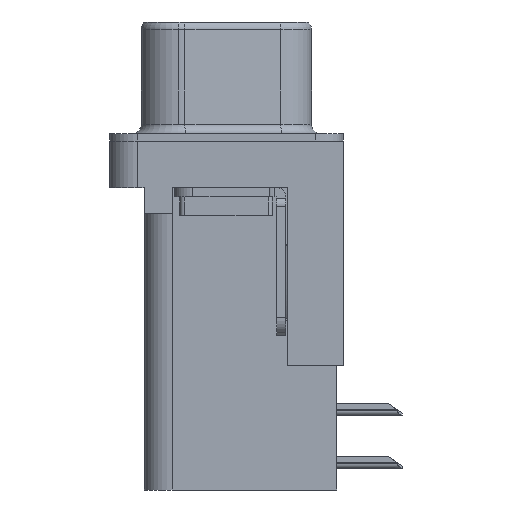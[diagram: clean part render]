
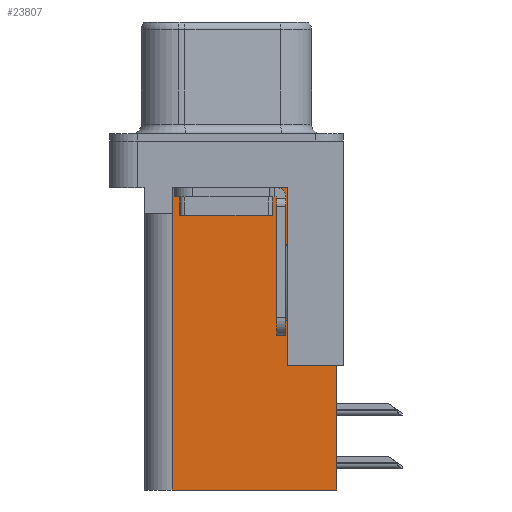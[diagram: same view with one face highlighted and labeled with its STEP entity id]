
A CAD part, left-side view. The second image highlights one B-rep face of the part: STEP entity #23807.
In plain terms, the highlighted planar face has unit normal (-1, 0, 0).
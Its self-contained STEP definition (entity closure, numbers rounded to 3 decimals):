
#74 = CARTESIAN_POINT ( 'NONE',  ( 3.79, -3.295, -2.5 ) ) ;
#135 = DIRECTION ( 'NONE',  ( 0., 1., 0. ) ) ;
#563 = CARTESIAN_POINT ( 'NONE',  ( 3.79, 2.895, -3.9 ) ) ;
#577 = VERTEX_POINT ( 'NONE', #12459 ) ;
#775 = CARTESIAN_POINT ( 'NONE',  ( 3.79, 2.925, -18.76 ) ) ;
#778 = VERTEX_POINT ( 'NONE', #15565 ) ;
#856 = DIRECTION ( 'NONE',  ( 0., 0., -1. ) ) ;
#2240 = VERTEX_POINT ( 'NONE', #3419 ) ;
#3333 = VECTOR ( 'NONE', #8149, 1000. ) ;
#3419 = CARTESIAN_POINT ( 'NONE',  ( 3.79, 2.925, -3.9 ) ) ;
#4102 = EDGE_CURVE ( 'NONE', #16169, #25476, #20441, .T. ) ;
#4212 = VECTOR ( 'NONE', #6333, 1000. ) ;
#4614 = EDGE_CURVE ( 'NONE', #20749, #2240, #6097, .T. ) ;
#4944 = ORIENTED_EDGE ( 'NONE', *, *, #6213, .T. ) ;
#4982 = LINE ( 'NONE', #6909, #15172 ) ;
#5677 = LINE ( 'NONE', #8846, #21947 ) ;
#6097 = LINE ( 'NONE', #14054, #10200 ) ;
#6213 = EDGE_CURVE ( 'NONE', #577, #20749, #5677, .T. ) ;
#6333 = DIRECTION ( 'NONE',  ( 0., 0., 1. ) ) ;
#6499 = EDGE_CURVE ( 'NONE', #9830, #2240, #10099, .T. ) ;
#6909 = CARTESIAN_POINT ( 'NONE',  ( 3.79, -3.295, -18.76 ) ) ;
#6943 = CARTESIAN_POINT ( 'NONE',  ( 3.79, -5.925, -12.05 ) ) ;
#7646 = DIRECTION ( 'NONE',  ( 0., 0., -1. ) ) ;
#8149 = DIRECTION ( 'NONE',  ( 0., 1., 0. ) ) ;
#8631 = CARTESIAN_POINT ( 'NONE',  ( 3.79, -3.295, -2.5 ) ) ;
#8753 = EDGE_LOOP ( 'NONE', ( #23403, #4944, #10402, #18892, #15600, #13616, #16700, #24360 ) ) ;
#8846 = CARTESIAN_POINT ( 'NONE',  ( 3.79, 2.895, -3.9 ) ) ;
#9830 = VERTEX_POINT ( 'NONE', #775 ) ;
#9893 = CARTESIAN_POINT ( 'NONE',  ( 3.79, -3.295, -12.05 ) ) ;
#10099 = LINE ( 'NONE', #14749, #26511 ) ;
#10200 = VECTOR ( 'NONE', #19725, 1000. ) ;
#10402 = ORIENTED_EDGE ( 'NONE', *, *, #4614, .T. ) ;
#12302 = DIRECTION ( 'NONE',  ( 1., 0., 0. ) ) ;
#12459 = CARTESIAN_POINT ( 'NONE',  ( 3.79, 2.895, -2.5 ) ) ;
#12595 = CARTESIAN_POINT ( 'NONE',  ( 3.79, -6.295, -12.05 ) ) ;
#13557 = EDGE_CURVE ( 'NONE', #25476, #577, #14181, .T. ) ;
#13616 = ORIENTED_EDGE ( 'NONE', *, *, #22034, .F. ) ;
#14054 = CARTESIAN_POINT ( 'NONE',  ( 3.79, 0., -3.9 ) ) ;
#14181 = LINE ( 'NONE', #74, #3333 ) ;
#14749 = CARTESIAN_POINT ( 'NONE',  ( 3.79, 2.925, -18.76 ) ) ;
#14993 = DIRECTION ( 'NONE',  ( 0., 0., 1. ) ) ;
#15172 = VECTOR ( 'NONE', #23254, 1000. ) ;
#15456 = VECTOR ( 'NONE', #856, 1000. ) ;
#15565 = CARTESIAN_POINT ( 'NONE',  ( 3.79, -5.925, -18.76 ) ) ;
#15600 = ORIENTED_EDGE ( 'NONE', *, *, #21519, .F. ) ;
#16169 = VERTEX_POINT ( 'NONE', #9893 ) ;
#16324 = CARTESIAN_POINT ( 'NONE',  ( 3.79, -3.295, -18.76 ) ) ;
#16540 = VERTEX_POINT ( 'NONE', #6943 ) ;
#16654 = VECTOR ( 'NONE', #25113, 1000. ) ;
#16700 = ORIENTED_EDGE ( 'NONE', *, *, #23448, .T. ) ;
#17281 = LINE ( 'NONE', #12595, #16654 ) ;
#18892 = ORIENTED_EDGE ( 'NONE', *, *, #6499, .F. ) ;
#19725 = DIRECTION ( 'NONE',  ( 0., 1., 0. ) ) ;
#19972 = AXIS2_PLACEMENT_3D ( 'NONE', #16324, #12302, #135 ) ;
#20441 = LINE ( 'NONE', #24996, #4212 ) ;
#20749 = VERTEX_POINT ( 'NONE', #563 ) ;
#21519 = EDGE_CURVE ( 'NONE', #778, #9830, #4982, .T. ) ;
#21520 = LINE ( 'NONE', #25355, #15456 ) ;
#21947 = VECTOR ( 'NONE', #7646, 1000. ) ;
#22034 = EDGE_CURVE ( 'NONE', #16540, #778, #21520, .T. ) ;
#23254 = DIRECTION ( 'NONE',  ( 0., 1., 0. ) ) ;
#23403 = ORIENTED_EDGE ( 'NONE', *, *, #13557, .T. ) ;
#23448 = EDGE_CURVE ( 'NONE', #16540, #16169, #17281, .T. ) ;
#23807 = ADVANCED_FACE ( 'NONE', ( #24714 ), #24532, .F. ) ;
#24360 = ORIENTED_EDGE ( 'NONE', *, *, #4102, .T. ) ;
#24532 = PLANE ( 'NONE',  #19972 ) ;
#24714 = FACE_OUTER_BOUND ( 'NONE', #8753, .T. ) ;
#24996 = CARTESIAN_POINT ( 'NONE',  ( 3.79, -3.295, -18.76 ) ) ;
#25113 = DIRECTION ( 'NONE',  ( 0., 1., 0. ) ) ;
#25355 = CARTESIAN_POINT ( 'NONE',  ( 3.79, -5.925, -2. ) ) ;
#25476 = VERTEX_POINT ( 'NONE', #8631 ) ;
#26511 = VECTOR ( 'NONE', #14993, 1000. ) ;
